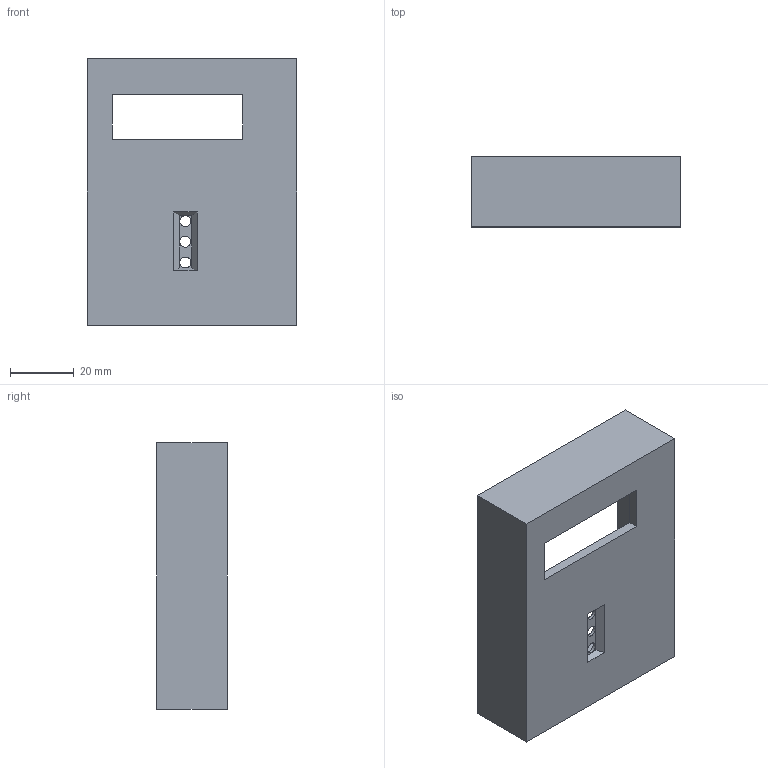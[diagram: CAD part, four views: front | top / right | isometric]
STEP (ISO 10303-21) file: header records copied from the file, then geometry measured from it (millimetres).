
FILE_DESCRIPTION(('FreeCAD Model'),'2;1');
FILE_NAME('Open CASCADE Shape Model','2024-09-12T10:12:40',(''),(''), 'Open CASCADE STEP processor 7.6','FreeCAD','Unknown');
FILE_SCHEMA(('AUTOMOTIVE_DESIGN { 1 0 10303 214 1 1 1 1 }'));
Length unit declared in the file: millimetre
Products named in the file (2): Front; Body003
Assembly tree (1 placements, depth 2):
  Front
    Body003
Bounding box: 65.8 x 22 x 83.8 mm (x, y, z)
Volume: 36555 mm3; surface area: 21996.5 mm2
Topology: 1 solids, 1 shells, 45 faces, 111 edges, 74 vertices
Faces by surface type: plane 36, cylinder 9
Full cylindrical faces by diameter (mm): 3 x2, 3.438 x3, 8 x1
Entity records: 2852 total; most frequent: CARTESIAN_POINT 502, DIRECTION 437, LINE 297, VECTOR 297, ORIENTED_EDGE 222, PCURVE 222, DEFINITIONAL_REPRESENTATION 222, EDGE_CURVE 111
